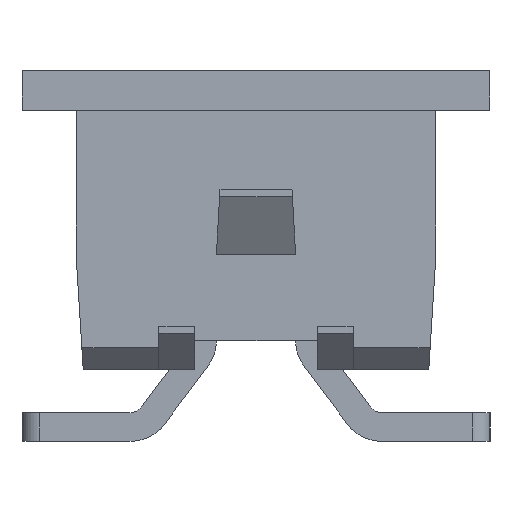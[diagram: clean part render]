
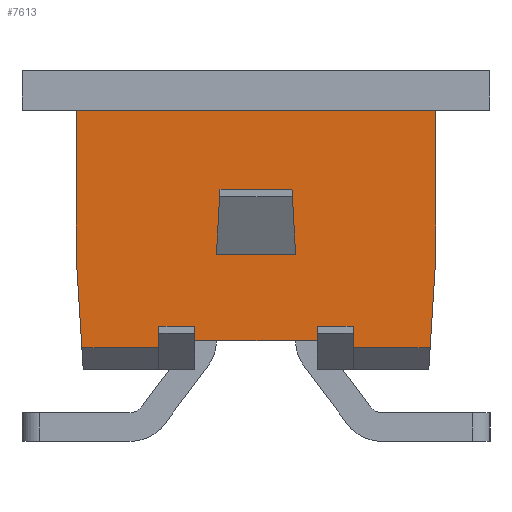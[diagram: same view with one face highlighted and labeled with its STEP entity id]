
A CAD part, left-side view. The second image highlights one B-rep face of the part: STEP entity #7613.
In plain terms, the highlighted planar face has unit normal (-1, 0, 0).
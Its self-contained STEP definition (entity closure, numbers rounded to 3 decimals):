
#591=ORIENTED_EDGE('',*,*,#2715,.T.);
#592=ORIENTED_EDGE('',*,*,#2695,.T.);
#593=ORIENTED_EDGE('',*,*,#2716,.F.);
#594=ORIENTED_EDGE('',*,*,#2703,.F.);
#595=ORIENTED_EDGE('',*,*,#2717,.T.);
#596=ORIENTED_EDGE('',*,*,#2718,.T.);
#597=ORIENTED_EDGE('',*,*,#2719,.F.);
#598=ORIENTED_EDGE('',*,*,#2720,.T.);
#599=ORIENTED_EDGE('',*,*,#2721,.F.);
#600=ORIENTED_EDGE('',*,*,#2722,.F.);
#601=ORIENTED_EDGE('',*,*,#2723,.T.);
#602=ORIENTED_EDGE('',*,*,#2724,.T.);
#603=ORIENTED_EDGE('',*,*,#2725,.F.);
#604=ORIENTED_EDGE('',*,*,#2726,.F.);
#605=ORIENTED_EDGE('',*,*,#2727,.F.);
#606=ORIENTED_EDGE('',*,*,#2728,.T.);
#607=ORIENTED_EDGE('',*,*,#2729,.T.);
#608=ORIENTED_EDGE('',*,*,#2730,.T.);
#2695=EDGE_CURVE('',#3735,#3736,#4507,.T.);
#2703=EDGE_CURVE('',#3741,#3742,#4515,.T.);
#2715=EDGE_CURVE('',#3741,#3735,#4527,.T.);
#2716=EDGE_CURVE('',#3742,#3736,#4528,.T.);
#2717=EDGE_CURVE('',#3751,#3752,#4529,.T.);
#2718=EDGE_CURVE('',#3752,#3753,#4530,.T.);
#2719=EDGE_CURVE('',#3754,#3753,#4531,.T.);
#2720=EDGE_CURVE('',#3754,#3755,#4532,.T.);
#2721=EDGE_CURVE('',#3756,#3755,#4533,.T.);
#2722=EDGE_CURVE('',#3757,#3756,#4534,.T.);
#2723=EDGE_CURVE('',#3757,#3758,#4535,.T.);
#2724=EDGE_CURVE('',#3758,#3759,#4536,.T.);
#2725=EDGE_CURVE('',#3760,#3759,#4537,.T.);
#2726=EDGE_CURVE('',#3761,#3760,#4538,.T.);
#2727=EDGE_CURVE('',#3762,#3761,#4539,.T.);
#2728=EDGE_CURVE('',#3762,#3763,#4540,.T.);
#2729=EDGE_CURVE('',#3763,#3764,#4541,.T.);
#2730=EDGE_CURVE('',#3764,#3751,#4542,.T.);
#3735=VERTEX_POINT('',#10997);
#3736=VERTEX_POINT('',#10998);
#3741=VERTEX_POINT('',#11012);
#3742=VERTEX_POINT('',#11014);
#3751=VERTEX_POINT('',#11041);
#3752=VERTEX_POINT('',#11042);
#3753=VERTEX_POINT('',#11044);
#3754=VERTEX_POINT('',#11046);
#3755=VERTEX_POINT('',#11048);
#3756=VERTEX_POINT('',#11050);
#3757=VERTEX_POINT('',#11052);
#3758=VERTEX_POINT('',#11054);
#3759=VERTEX_POINT('',#11056);
#3760=VERTEX_POINT('',#11058);
#3761=VERTEX_POINT('',#11060);
#3762=VERTEX_POINT('',#11062);
#3763=VERTEX_POINT('',#11064);
#3764=VERTEX_POINT('',#11066);
#4507=LINE('',#10996,#5569);
#4515=LINE('',#11013,#5577);
#4527=LINE('',#11038,#5589);
#4528=LINE('',#11039,#5590);
#4529=LINE('',#11040,#5591);
#4530=LINE('',#11043,#5592);
#4531=LINE('',#11045,#5593);
#4532=LINE('',#11047,#5594);
#4533=LINE('',#11049,#5595);
#4534=LINE('',#11051,#5596);
#4535=LINE('',#11053,#5597);
#4536=LINE('',#11055,#5598);
#4537=LINE('',#11057,#5599);
#4538=LINE('',#11059,#5600);
#4539=LINE('',#11061,#5601);
#4540=LINE('',#11063,#5602);
#4541=LINE('',#11065,#5603);
#4542=LINE('',#11067,#5604);
#5569=VECTOR('',#8884,1000.);
#5577=VECTOR('',#8896,1000.);
#5589=VECTOR('',#8916,1000.);
#5590=VECTOR('',#8917,1000.);
#5591=VECTOR('',#8918,1000.);
#5592=VECTOR('',#8919,1000.);
#5593=VECTOR('',#8920,1000.);
#5594=VECTOR('',#8921,1000.);
#5595=VECTOR('',#8922,1000.);
#5596=VECTOR('',#8923,1000.);
#5597=VECTOR('',#8924,1000.);
#5598=VECTOR('',#8925,1000.);
#5599=VECTOR('',#8926,1000.);
#5600=VECTOR('',#8927,1000.);
#5601=VECTOR('',#8928,1000.);
#5602=VECTOR('',#8929,1000.);
#5603=VECTOR('',#8930,1000.);
#5604=VECTOR('',#8931,1000.);
#6397=EDGE_LOOP('',(#591,#592,#593,#594));
#6398=EDGE_LOOP('',(#595,#596,#597,#598,#599,#600,#601,#602,#603,#604,#605,
#606,#607,#608));
#6825=FACE_BOUND('',#6397,.T.);
#6826=FACE_BOUND('',#6398,.T.);
#7253=PLANE('',#8025);
#7613=ADVANCED_FACE('',(#6825,#6826),#7253,.F.);
#8025=AXIS2_PLACEMENT_3D('',#11037,#8914,#8915);
#8884=DIRECTION('',(0.,1.,0.));
#8896=DIRECTION('',(0.,1.,0.));
#8914=DIRECTION('',(1.,0.,0.));
#8915=DIRECTION('',(0.,0.,-1.));
#8916=DIRECTION('',(0.,-0.055,-0.998));
#8917=DIRECTION('',(0.,0.055,-0.998));
#8918=DIRECTION('',(0.,0.,1.));
#8919=DIRECTION('',(0.,-1.,0.));
#8920=DIRECTION('',(0.,0.,1.));
#8921=DIRECTION('',(0.,-1.,0.));
#8922=DIRECTION('',(0.,0.,-1.));
#8923=DIRECTION('',(0.,1.,0.));
#8924=DIRECTION('',(0.,0.,-1.));
#8925=DIRECTION('',(0.,-1.,0.));
#8926=DIRECTION('',(0.,0.062,-0.998));
#8927=DIRECTION('',(0.,0.,-1.));
#8928=DIRECTION('',(0.,-1.,0.));
#8929=DIRECTION('',(0.,0.,-1.));
#8930=DIRECTION('',(0.,-0.062,-0.998));
#8931=DIRECTION('',(0.,-1.,0.));
#10996=CARTESIAN_POINT('',(-17.525,-0.55,1.6));
#10997=CARTESIAN_POINT('',(-17.525,-0.55,1.6));
#10998=CARTESIAN_POINT('',(-17.525,0.55,1.6));
#11012=CARTESIAN_POINT('',(-17.525,-0.5,2.5));
#11013=CARTESIAN_POINT('',(-17.525,-0.55,2.5));
#11014=CARTESIAN_POINT('',(-17.525,0.5,2.5));
#11037=CARTESIAN_POINT('',(-17.525,2.5,3.6));
#11038=CARTESIAN_POINT('',(-17.525,-0.5,2.5));
#11039=CARTESIAN_POINT('',(-17.525,0.5,2.5));
#11040=CARTESIAN_POINT('',(-17.525,1.35,0.3));
#11041=CARTESIAN_POINT('',(-17.525,1.35,0.3));
#11042=CARTESIAN_POINT('',(-17.525,1.35,0.6));
#11043=CARTESIAN_POINT('',(-17.525,1.35,0.6));
#11044=CARTESIAN_POINT('',(-17.525,0.85,0.6));
#11045=CARTESIAN_POINT('',(-17.525,0.85,0.3));
#11046=CARTESIAN_POINT('',(-17.525,0.85,0.4));
#11047=CARTESIAN_POINT('',(-17.525,2.5,0.4));
#11048=CARTESIAN_POINT('',(-17.525,-0.85,0.4));
#11049=CARTESIAN_POINT('',(-17.525,-0.85,0.6));
#11050=CARTESIAN_POINT('',(-17.525,-0.85,0.6));
#11051=CARTESIAN_POINT('',(-17.525,-1.35,0.6));
#11052=CARTESIAN_POINT('',(-17.525,-1.35,0.6));
#11053=CARTESIAN_POINT('',(-17.525,-1.35,0.6));
#11054=CARTESIAN_POINT('',(-17.525,-1.35,0.3));
#11055=CARTESIAN_POINT('',(-17.525,2.5,0.3));
#11056=CARTESIAN_POINT('',(-17.525,-2.419,0.3));
#11057=CARTESIAN_POINT('',(-17.525,-2.605,3.281));
#11058=CARTESIAN_POINT('',(-17.525,-2.5,1.6));
#11059=CARTESIAN_POINT('',(-17.525,-2.5,3.6));
#11060=CARTESIAN_POINT('',(-17.525,-2.5,3.6));
#11061=CARTESIAN_POINT('',(-17.525,2.5,3.6));
#11062=CARTESIAN_POINT('',(-17.525,2.5,3.6));
#11063=CARTESIAN_POINT('',(-17.525,2.5,3.6));
#11064=CARTESIAN_POINT('',(-17.525,2.5,1.6));
#11065=CARTESIAN_POINT('',(-17.525,2.625,3.592));
#11066=CARTESIAN_POINT('',(-17.525,2.419,0.3));
#11067=CARTESIAN_POINT('',(-17.525,2.5,0.3));
